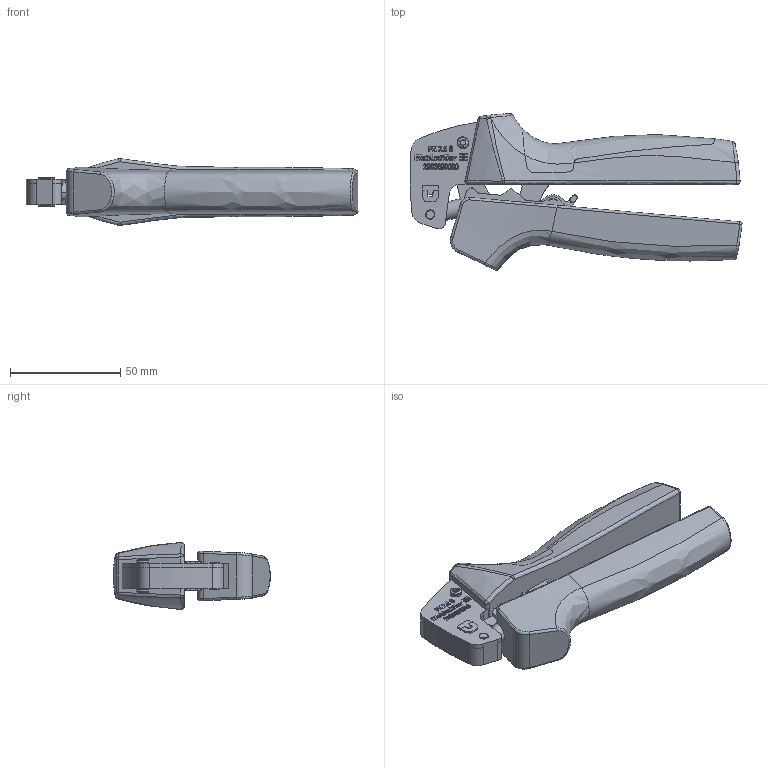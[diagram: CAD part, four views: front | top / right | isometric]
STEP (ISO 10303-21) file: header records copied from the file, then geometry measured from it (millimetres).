
FILE_DESCRIPTION(('CATIA V5 STEP Exchange','CAx-IF Rec.Pracs.--- Model Styling and Organization---1.5--- 2016-08-15','CAx-IF Rec.Pracs.---Supplemental Geometry---1.0---2011-11-01','CAx-IF Rec.Pracs.--- Composite Materials ---1.1---2010-07-15'),'2;1');
FILE_NAME ('1489073-1_0', '2024-11-07T11:52:03+00:00', ('none'), ('Weidmueller'), 'CATIA Version 5-6 Release 2022 SP4 HF5', 'CATIA V5 STEP AP214 v3', 'none');
FILE_SCHEMA(('AUTOMOTIVE_DESIGN { 1 0 10303 214 1 1 1 1 }'));
Length unit declared in the file: millimetre
Products named in the file (1): 2903690000_PZ_2.5_S_AllCATPart
Bounding box: 150.32 x 70.84 x 30.31 mm (x, y, z)
Volume: 117124.4 mm3; surface area: 25413.8 mm2
Topology: 1 solids, 1 shells, 1127 faces, 3163 edges, 2096 vertices
Faces by surface type: extrusion 458, plane 409, cylinder 113, bspline 110, torus 15, sphere 12, cone 10
Entity records: 47332 total; most frequent: CARTESIAN_POINT 20799, ORIENTED_EDGE 6308, EDGE_CURVE 3154, DIRECTION 3047, VERTEX_POINT 2096, VECTOR 2084, B_SPLINE_CURVE_WITH_KNOTS 1725, LINE 1626
